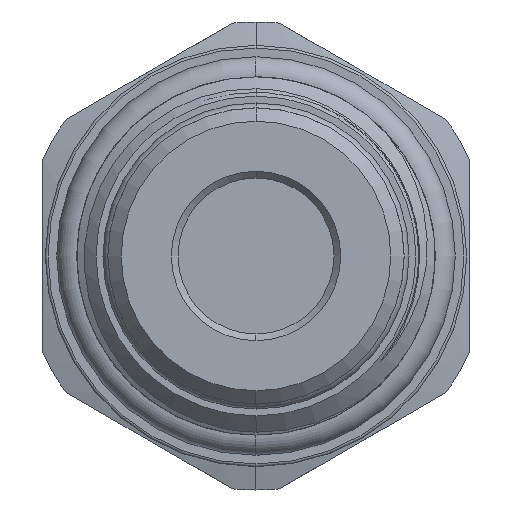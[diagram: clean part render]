
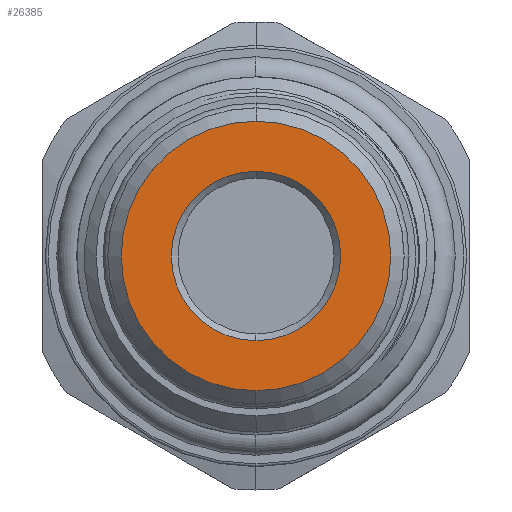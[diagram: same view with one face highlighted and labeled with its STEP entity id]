
A CAD part, left-side view. The second image highlights one B-rep face of the part: STEP entity #26385.
In plain terms, the highlighted planar face has unit normal (-1, 0, 0).
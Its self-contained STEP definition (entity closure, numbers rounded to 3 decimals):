
#2240 = EDGE_CURVE ( 'NONE', #16449, #23566, #33112, .T. ) ;
#2633 = ORIENTED_EDGE ( 'NONE', *, *, #17448, .F. ) ;
#2923 = DIRECTION ( 'NONE',  ( 0., 0., 1. ) ) ;
#3010 = AXIS2_PLACEMENT_3D ( 'NONE', #6590, #12650, #19152 ) ;
#3076 = CARTESIAN_POINT ( 'NONE',  ( -43.8, 0., 10.11 ) ) ;
#3445 = CARTESIAN_POINT ( 'NONE',  ( -43.8, 0., 6.35 ) ) ;
#4335 = CARTESIAN_POINT ( 'NONE',  ( -43.8, 0., -10.11 ) ) ;
#4787 = AXIS2_PLACEMENT_3D ( 'NONE', #26130, #20042, #36083 ) ;
#5941 = EDGE_CURVE ( 'NONE', #26129, #18696, #25877, .T. ) ;
#6590 = CARTESIAN_POINT ( 'NONE',  ( -43.8, 0., 0. ) ) ;
#8596 = DIRECTION ( 'NONE',  ( -1., 0., 0. ) ) ;
#11139 = CARTESIAN_POINT ( 'NONE',  ( -43.8, 0., 0. ) ) ;
#12650 = DIRECTION ( 'NONE',  ( -1., 0., 0. ) ) ;
#14388 = FACE_BOUND ( 'NONE', #36754, .T. ) ;
#14938 = PLANE ( 'NONE',  #18240 ) ;
#16449 = VERTEX_POINT ( 'NONE', #21632 ) ;
#16562 = ORIENTED_EDGE ( 'NONE', *, *, #2240, .F. ) ;
#17448 = EDGE_CURVE ( 'NONE', #23566, #16449, #40843, .T. ) ;
#17499 = DIRECTION ( 'NONE',  ( 0., 0., 1. ) ) ;
#17762 = DIRECTION ( 'NONE',  ( -1., 0., 0. ) ) ;
#18240 = AXIS2_PLACEMENT_3D ( 'NONE', #30858, #8596, #2923 ) ;
#18407 = ORIENTED_EDGE ( 'NONE', *, *, #20207, .T. ) ;
#18696 = VERTEX_POINT ( 'NONE', #3076 ) ;
#19152 = DIRECTION ( 'NONE',  ( 0., 0., 1. ) ) ;
#20042 = DIRECTION ( 'NONE',  ( -1., 0., 0. ) ) ;
#20087 = EDGE_LOOP ( 'NONE', ( #33560, #18407 ) ) ;
#20207 = EDGE_CURVE ( 'NONE', #18696, #26129, #26298, .T. ) ;
#21632 = CARTESIAN_POINT ( 'NONE',  ( -43.8, 0., -6.35 ) ) ;
#23566 = VERTEX_POINT ( 'NONE', #3445 ) ;
#25877 = CIRCLE ( 'NONE', #3010, 10.11 ) ;
#26129 = VERTEX_POINT ( 'NONE', #4335 ) ;
#26130 = CARTESIAN_POINT ( 'NONE',  ( -43.8, 0., 0. ) ) ;
#26298 = CIRCLE ( 'NONE', #39801, 10.11 ) ;
#26385 = ADVANCED_FACE ( 'NONE', ( #34194, #14388 ), #14938, .T. ) ;
#26432 = DIRECTION ( 'NONE',  ( 0., 0., 1. ) ) ;
#26479 = AXIS2_PLACEMENT_3D ( 'NONE', #30169, #32666, #26432 ) ;
#30169 = CARTESIAN_POINT ( 'NONE',  ( -43.8, 0., 0. ) ) ;
#30858 = CARTESIAN_POINT ( 'NONE',  ( -43.8, 0., 0. ) ) ;
#32666 = DIRECTION ( 'NONE',  ( -1., 0., 0. ) ) ;
#33112 = CIRCLE ( 'NONE', #4787, 6.35 ) ;
#33560 = ORIENTED_EDGE ( 'NONE', *, *, #5941, .T. ) ;
#34194 = FACE_OUTER_BOUND ( 'NONE', #20087, .T. ) ;
#36083 = DIRECTION ( 'NONE',  ( 0., 0., 1. ) ) ;
#36754 = EDGE_LOOP ( 'NONE', ( #2633, #16562 ) ) ;
#39801 = AXIS2_PLACEMENT_3D ( 'NONE', #11139, #17762, #17499 ) ;
#40843 = CIRCLE ( 'NONE', #26479, 6.35 ) ;
